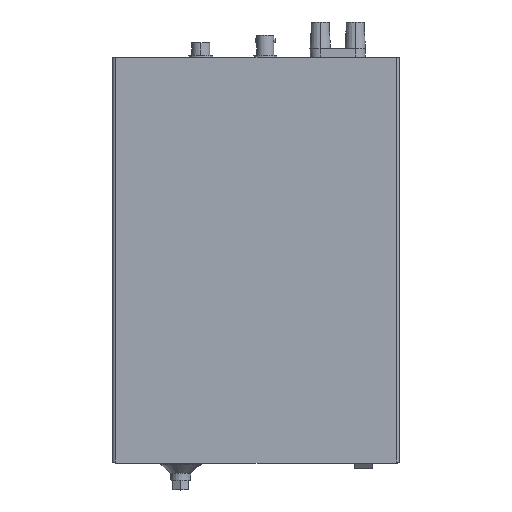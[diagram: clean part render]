
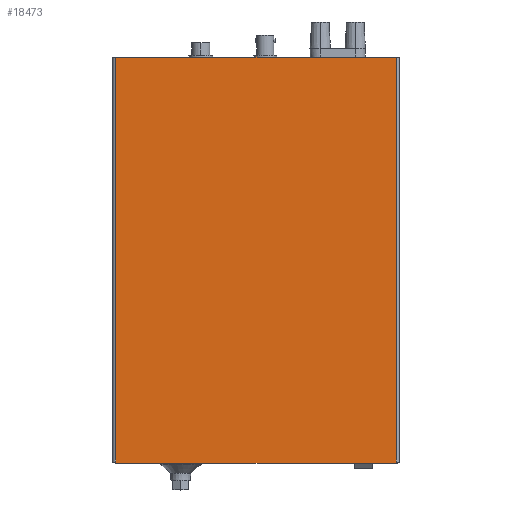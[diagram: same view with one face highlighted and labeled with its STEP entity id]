
A CAD part, top view. The second image highlights one B-rep face of the part: STEP entity #18473.
In plain terms, the highlighted planar face has unit normal (0, 0, 1).
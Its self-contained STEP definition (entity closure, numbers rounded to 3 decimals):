
#3341=CARTESIAN_POINT('',(-76.5,-114.5,95.));
#3353=DIRECTION('',(0.,-1.,0.));
#3354=VECTOR('',#3353,221.);
#3355=CARTESIAN_POINT('',(-76.5,106.5,95.));
#3356=LINE('',#3355,#3354);
#3382=DIRECTION('',(1.,0.,0.));
#3383=VECTOR('',#3382,153.);
#3384=CARTESIAN_POINT('',(-76.5,-114.5,95.));
#3385=LINE('',#3384,#3383);
#3386=DIRECTION('',(1.,0.,0.));
#3387=VECTOR('',#3386,153.);
#3388=CARTESIAN_POINT('',(-76.5,106.5,95.));
#3389=LINE('',#3388,#3387);
#3396=CARTESIAN_POINT('',(76.5,-114.5,95.));
#3398=DIRECTION('',(0.,1.,0.));
#3399=VECTOR('',#3398,221.);
#3400=CARTESIAN_POINT('',(76.5,-114.5,95.));
#3401=LINE('',#3400,#3399);
#12404=CARTESIAN_POINT('',(76.5,106.5,95.));
#12405=VERTEX_POINT('',#12404);
#12406=VERTEX_POINT('',#3396);
#12414=VERTEX_POINT('',#3341);
#13029=CARTESIAN_POINT('',(-76.5,106.5,95.));
#13030=VERTEX_POINT('',#13029);
#18461=CARTESIAN_POINT('',(-76.5,-114.5,95.));
#18462=DIRECTION('',(0.,0.,-1.));
#18463=DIRECTION('',(1.,0.,0.));
#18464=AXIS2_PLACEMENT_3D('',#18461,#18462,#18463);
#18465=PLANE('',#18464);
#18466=ORIENTED_EDGE('',*,*,#18452,.F.);
#18467=ORIENTED_EDGE('',*,*,#18358,.F.);
#18468=ORIENTED_EDGE('',*,*,#14321,.T.);
#18470=ORIENTED_EDGE('',*,*,#18469,.F.);
#18471=EDGE_LOOP('',(#18466,#18467,#18468,#18470));
#18472=FACE_OUTER_BOUND('',#18471,.F.);
#18473=ADVANCED_FACE('',(#18472),#18465,.F.);
#14321=EDGE_CURVE('',#13030,#12405,#3389,.T.);
#18358=EDGE_CURVE('',#13030,#12414,#3356,.T.);
#18452=EDGE_CURVE('',#12414,#12406,#3385,.T.);
#18469=EDGE_CURVE('',#12406,#12405,#3401,.T.);
